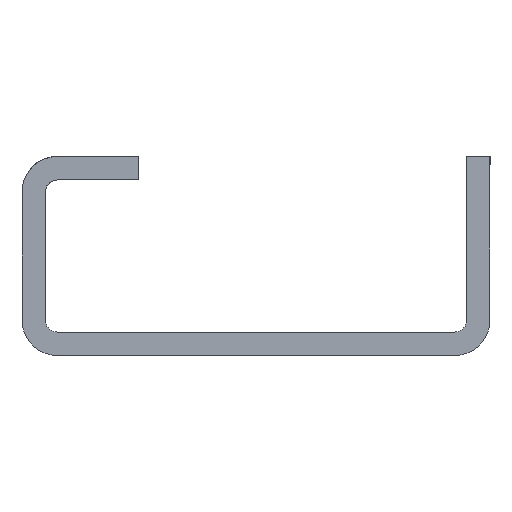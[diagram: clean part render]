
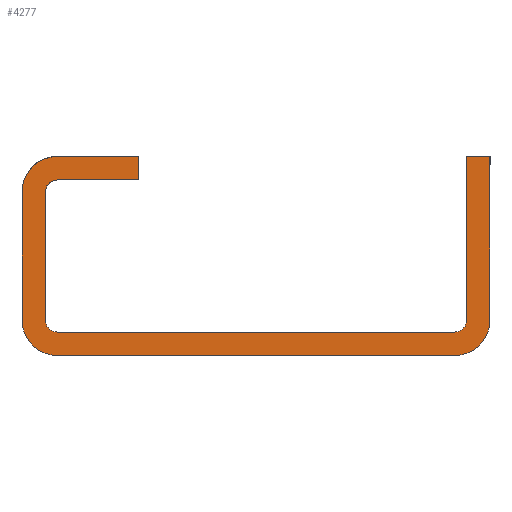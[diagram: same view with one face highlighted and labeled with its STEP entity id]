
A CAD part, left-side view. The second image highlights one B-rep face of the part: STEP entity #4277.
In plain terms, the highlighted planar face has unit normal (-1, 0, 0).
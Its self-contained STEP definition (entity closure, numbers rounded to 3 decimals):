
#57 = CARTESIAN_POINT ( 'NONE',  ( -200., -17., -2. ) ) ;
#76 = CARTESIAN_POINT ( 'NONE',  ( -200., 18., 1. ) ) ;
#87 = DIRECTION ( 'NONE',  ( 0., 0., -1. ) ) ;
#130 = CARTESIAN_POINT ( 'NONE',  ( -200., -20., 15. ) ) ;
#224 = AXIS2_PLACEMENT_3D ( 'NONE', #1291, #1212, #3911 ) ;
#269 = CIRCLE ( 'NONE', #1111, 3. ) ;
#326 = EDGE_CURVE ( 'NONE', #4471, #5906, #647, .T. ) ;
#332 = LINE ( 'NONE', #2653, #359 ) ;
#359 = VECTOR ( 'NONE', #2845, 1000. ) ;
#377 = AXIS2_PLACEMENT_3D ( 'NONE', #645, #602, #3349 ) ;
#582 = CARTESIAN_POINT ( 'NONE',  ( -200., 10., 13. ) ) ;
#602 = DIRECTION ( 'NONE',  ( -1., 0., 0. ) ) ;
#645 = CARTESIAN_POINT ( 'NONE',  ( -200., 17., 12. ) ) ;
#647 = LINE ( 'NONE', #3440, #658 ) ;
#658 = VECTOR ( 'NONE', #3442, 1000. ) ;
#733 = DIRECTION ( 'NONE',  ( 0., 0., -1. ) ) ;
#764 = CARTESIAN_POINT ( 'NONE',  ( -200., -18., 1. ) ) ;
#775 = CARTESIAN_POINT ( 'NONE',  ( -200., -20., 1. ) ) ;
#937 = AXIS2_PLACEMENT_3D ( 'NONE', #2031, #2000, #1988 ) ;
#943 = VERTEX_POINT ( 'NONE', #4169 ) ;
#997 = ORIENTED_EDGE ( 'NONE', *, *, #2085, .T. ) ;
#1052 = EDGE_CURVE ( 'NONE', #5040, #4481, #5937, .T. ) ;
#1086 = LINE ( 'NONE', #130, #1115 ) ;
#1110 = DIRECTION ( 'NONE',  ( 0., -1., 0. ) ) ;
#1111 = AXIS2_PLACEMENT_3D ( 'NONE', #2257, #2251, #2237 ) ;
#1115 = VECTOR ( 'NONE', #87, 1000. ) ;
#1124 = VERTEX_POINT ( 'NONE', #4548 ) ;
#1169 = CIRCLE ( 'NONE', #377, 3. ) ;
#1190 = CARTESIAN_POINT ( 'NONE',  ( -200., 10., 15. ) ) ;
#1211 = FACE_OUTER_BOUND ( 'NONE', #5808, .T. ) ;
#1212 = DIRECTION ( 'NONE',  ( -1., 0., 0. ) ) ;
#1291 = CARTESIAN_POINT ( 'NONE',  ( -200., 17., 1. ) ) ;
#1296 = CARTESIAN_POINT ( 'NONE',  ( -200., 18., 12. ) ) ;
#1330 = CARTESIAN_POINT ( 'NONE',  ( -200., 0., 13. ) ) ;
#1343 = DIRECTION ( 'NONE',  ( 0., -1., 0. ) ) ;
#1441 = EDGE_CURVE ( 'NONE', #1124, #2028, #5409, .T. ) ;
#1472 = CARTESIAN_POINT ( 'NONE',  ( -200., -17., 0. ) ) ;
#1482 = ORIENTED_EDGE ( 'NONE', *, *, #2450, .F. ) ;
#1580 = ORIENTED_EDGE ( 'NONE', *, *, #1879, .F. ) ;
#1668 = CARTESIAN_POINT ( 'NONE',  ( -200., 17., 1. ) ) ;
#1849 = EDGE_CURVE ( 'NONE', #2028, #4130, #4714, .T. ) ;
#1879 = EDGE_CURVE ( 'NONE', #2314, #2050, #4723, .T. ) ;
#1904 = ORIENTED_EDGE ( 'NONE', *, *, #4858, .T. ) ;
#1960 = ORIENTED_EDGE ( 'NONE', *, *, #1441, .F. ) ;
#1988 = DIRECTION ( 'NONE',  ( 0., 0., -1. ) ) ;
#2000 = DIRECTION ( 'NONE',  ( -1., 0., 0. ) ) ;
#2025 = AXIS2_PLACEMENT_3D ( 'NONE', #3960, #3981, #3930 ) ;
#2028 = VERTEX_POINT ( 'NONE', #1190 ) ;
#2031 = CARTESIAN_POINT ( 'NONE',  ( -200., -17., 1. ) ) ;
#2050 = VERTEX_POINT ( 'NONE', #1296 ) ;
#2085 = EDGE_CURVE ( 'NONE', #2314, #4130, #4512, .T. ) ;
#2192 = DIRECTION ( 'NONE',  ( 0., 0., -1. ) ) ;
#2200 = DIRECTION ( 'NONE',  ( 1., 0., 0. ) ) ;
#2237 = DIRECTION ( 'NONE',  ( 0., 0., -1. ) ) ;
#2251 = DIRECTION ( 'NONE',  ( -1., 0., 0. ) ) ;
#2257 = CARTESIAN_POINT ( 'NONE',  ( -200., -17., 1. ) ) ;
#2282 = VERTEX_POINT ( 'NONE', #76 ) ;
#2314 = VERTEX_POINT ( 'NONE', #5533 ) ;
#2350 = CARTESIAN_POINT ( 'NONE',  ( -200., 20., 12. ) ) ;
#2365 = ORIENTED_EDGE ( 'NONE', *, *, #5373, .T. ) ;
#2450 = EDGE_CURVE ( 'NONE', #2282, #4481, #3764, .T. ) ;
#2539 = PLANE ( 'NONE',  #3718 ) ;
#2558 = ORIENTED_EDGE ( 'NONE', *, *, #4351, .T. ) ;
#2566 = ORIENTED_EDGE ( 'NONE', *, *, #4907, .T. ) ;
#2592 = CIRCLE ( 'NONE', #937, 1. ) ;
#2643 = CARTESIAN_POINT ( 'NONE',  ( -200., -20., 15. ) ) ;
#2653 = CARTESIAN_POINT ( 'NONE',  ( -200., -18., 0. ) ) ;
#2671 = AXIS2_PLACEMENT_3D ( 'NONE', #1668, #4378, #733 ) ;
#2845 = DIRECTION ( 'NONE',  ( 0., 0., -1. ) ) ;
#2861 = VERTEX_POINT ( 'NONE', #4026 ) ;
#3030 = VERTEX_POINT ( 'NONE', #4005 ) ;
#3048 = VECTOR ( 'NONE', #5569, 1000. ) ;
#3055 = ORIENTED_EDGE ( 'NONE', *, *, #4374, .F. ) ;
#3150 = EDGE_CURVE ( 'NONE', #5040, #5148, #2592, .T. ) ;
#3196 = LINE ( 'NONE', #5691, #3048 ) ;
#3293 = ORIENTED_EDGE ( 'NONE', *, *, #5455, .T. ) ;
#3327 = CARTESIAN_POINT ( 'NONE',  ( -200., -20., 15. ) ) ;
#3349 = DIRECTION ( 'NONE',  ( 0., 0., -1. ) ) ;
#3440 = CARTESIAN_POINT ( 'NONE',  ( -200., -20., -2. ) ) ;
#3442 = DIRECTION ( 'NONE',  ( 0., -1., 0. ) ) ;
#3458 = ORIENTED_EDGE ( 'NONE', *, *, #3150, .F. ) ;
#3669 = LINE ( 'NONE', #3327, #3809 ) ;
#3718 = AXIS2_PLACEMENT_3D ( 'NONE', #2643, #2200, #2192 ) ;
#3764 = CIRCLE ( 'NONE', #2671, 1. ) ;
#3771 = DIRECTION ( 'NONE',  ( 0., 0., 1. ) ) ;
#3809 = VECTOR ( 'NONE', #1110, 1000. ) ;
#3836 = VERTEX_POINT ( 'NONE', #2350 ) ;
#3911 = DIRECTION ( 'NONE',  ( 0., 0., -1. ) ) ;
#3930 = DIRECTION ( 'NONE',  ( 0., 0., -1. ) ) ;
#3960 = CARTESIAN_POINT ( 'NONE',  ( -200., 17., 12. ) ) ;
#3981 = DIRECTION ( 'NONE',  ( -1., 0., 0. ) ) ;
#4005 = CARTESIAN_POINT ( 'NONE',  ( -200., -18., 15. ) ) ;
#4026 = CARTESIAN_POINT ( 'NONE',  ( -200., -20., 15. ) ) ;
#4034 = CARTESIAN_POINT ( 'NONE',  ( -200., 18., 0. ) ) ;
#4036 = ORIENTED_EDGE ( 'NONE', *, *, #5394, .F. ) ;
#4130 = VERTEX_POINT ( 'NONE', #582 ) ;
#4169 = CARTESIAN_POINT ( 'NONE',  ( -200., 20., 1. ) ) ;
#4178 = CIRCLE ( 'NONE', #224, 3. ) ;
#4181 = ORIENTED_EDGE ( 'NONE', *, *, #5307, .T. ) ;
#4252 = VECTOR ( 'NONE', #3771, 1000. ) ;
#4277 = ADVANCED_FACE ( 'NONE', ( #1211 ), #2539, .F. ) ;
#4333 = CARTESIAN_POINT ( 'NONE',  ( -200., 10., 15. ) ) ;
#4351 = EDGE_CURVE ( 'NONE', #1124, #3836, #1169, .T. ) ;
#4353 = CARTESIAN_POINT ( 'NONE',  ( -200., 0., 0. ) ) ;
#4359 = DIRECTION ( 'NONE',  ( 0., 1., 0. ) ) ;
#4374 = EDGE_CURVE ( 'NONE', #2861, #5146, #1086, .T. ) ;
#4378 = DIRECTION ( 'NONE',  ( -1., 0., 0. ) ) ;
#4379 = VECTOR ( 'NONE', #1343, 1000. ) ;
#4471 = VERTEX_POINT ( 'NONE', #5528 ) ;
#4481 = VERTEX_POINT ( 'NONE', #5283 ) ;
#4498 = DIRECTION ( 'NONE',  ( 0., 0., -1. ) ) ;
#4512 = LINE ( 'NONE', #1330, #4379 ) ;
#4528 = LINE ( 'NONE', #4034, #4252 ) ;
#4540 = ORIENTED_EDGE ( 'NONE', *, *, #326, .T. ) ;
#4548 = CARTESIAN_POINT ( 'NONE',  ( -200., 17., 15. ) ) ;
#4703 = VECTOR ( 'NONE', #4498, 1000. ) ;
#4714 = LINE ( 'NONE', #4333, #4703 ) ;
#4723 = CIRCLE ( 'NONE', #2025, 1. ) ;
#4858 = EDGE_CURVE ( 'NONE', #3030, #5148, #332, .T. ) ;
#4907 = EDGE_CURVE ( 'NONE', #5906, #5146, #269, .T. ) ;
#5040 = VERTEX_POINT ( 'NONE', #1472 ) ;
#5146 = VERTEX_POINT ( 'NONE', #775 ) ;
#5148 = VERTEX_POINT ( 'NONE', #764 ) ;
#5274 = ORIENTED_EDGE ( 'NONE', *, *, #1052, .T. ) ;
#5283 = CARTESIAN_POINT ( 'NONE',  ( -200., 17., 0. ) ) ;
#5307 = EDGE_CURVE ( 'NONE', #2282, #2050, #4528, .T. ) ;
#5369 = VECTOR ( 'NONE', #5494, 1000. ) ;
#5373 = EDGE_CURVE ( 'NONE', #943, #4471, #4178, .T. ) ;
#5394 = EDGE_CURVE ( 'NONE', #3030, #2861, #3669, .T. ) ;
#5409 = LINE ( 'NONE', #5505, #5369 ) ;
#5455 = EDGE_CURVE ( 'NONE', #3836, #943, #3196, .T. ) ;
#5494 = DIRECTION ( 'NONE',  ( 0., -1., 0. ) ) ;
#5505 = CARTESIAN_POINT ( 'NONE',  ( -200., -20., 15. ) ) ;
#5528 = CARTESIAN_POINT ( 'NONE',  ( -200., 17., -2. ) ) ;
#5533 = CARTESIAN_POINT ( 'NONE',  ( -200., 17., 13. ) ) ;
#5569 = DIRECTION ( 'NONE',  ( 0., 0., -1. ) ) ;
#5691 = CARTESIAN_POINT ( 'NONE',  ( -200., 20., 15. ) ) ;
#5749 = ORIENTED_EDGE ( 'NONE', *, *, #1849, .F. ) ;
#5808 = EDGE_LOOP ( 'NONE', ( #2558, #3293, #2365, #4540, #2566, #3055, #4036, #1904, #3458, #5274, #1482, #4181, #1580, #997, #5749, #1960 ) ) ;
#5906 = VERTEX_POINT ( 'NONE', #57 ) ;
#5927 = VECTOR ( 'NONE', #4359, 1000. ) ;
#5937 = LINE ( 'NONE', #4353, #5927 ) ;
